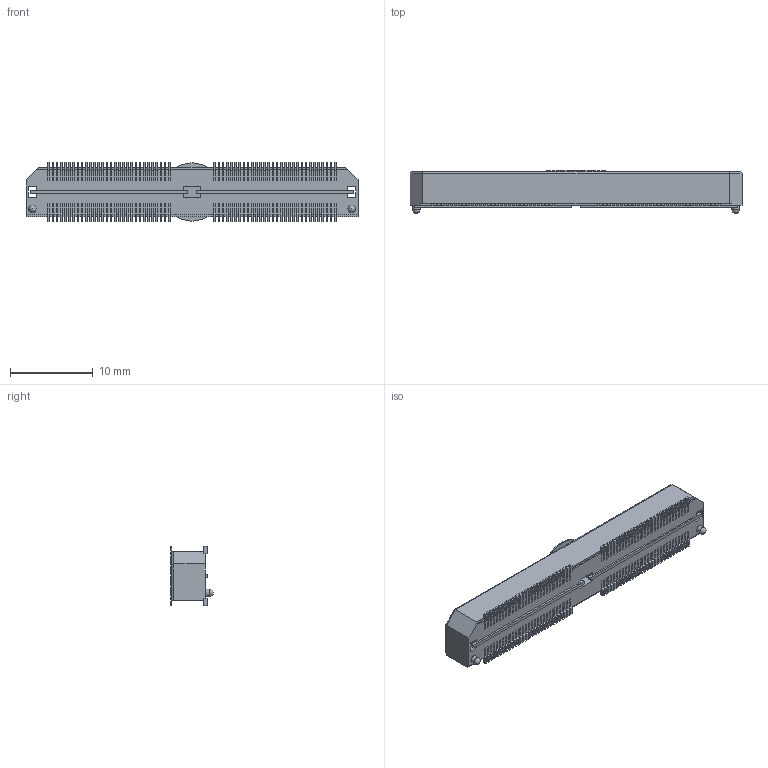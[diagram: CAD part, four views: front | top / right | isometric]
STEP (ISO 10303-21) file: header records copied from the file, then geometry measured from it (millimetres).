
FILE_DESCRIPTION( ( 'STEP AP203' ), '1' );
FILE_NAME( 'QTH-060-01-H-D-A-K-TR.stp', '2021-12-09T02:27:14', ( 'License CC BY-ND 4.0' ), ( 'CADENAS' ), ' ', 'PARTsolutions', ' ' );
FILE_SCHEMA( ( 'CONFIG_CONTROL_DESIGN' ) );
Length unit declared in the file: inch
Products named in the file (4): QTH-060-01-H-D-A-K-TR; _TQTH-060-01-H-D-A-K-TR_terminal; _T-1S39-01(-060-01-D)_pin; _T-1G1-01_imp
Assembly tree (5 placements, depth 2):
  QTH-060-01-H-D-A-K-TR
    _TQTH-060-01-H-D-A-K-TR_terminal
    _T-1S39-01(-060-01-D)_pin  x2
    _T-1G1-01_imp  x2
Bounding box: 40.01 x 5.16 x 7.11 mm (x, y, z)
Volume: 674.9 mm3; surface area: 2756.6 mm2
Topology: 5 solids, 5 shells, 3130 faces, 9341 edges, 6220 vertices
Faces by surface type: plane 3001, cylinder 127, sphere 2
Full cylindrical faces by diameter (mm): 0.889 x2, 7.01 x1
Entity records: 63093 total; most frequent: CARTESIAN_POINT 11408, ORIENTED_EDGE 11390, DIRECTION 9676, EDGE_CURVE 5695, LINE 5554, VECTOR 5554, VERTEX_POINT 3793, AXIS2_PLACEMENT_3D 2061
